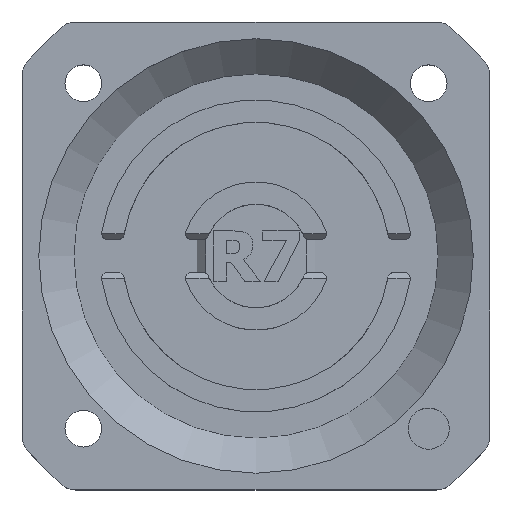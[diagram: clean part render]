
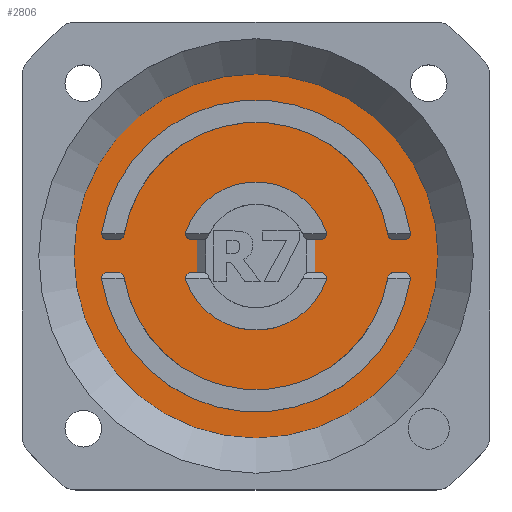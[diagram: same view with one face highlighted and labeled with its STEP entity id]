
A CAD part, top view. The second image highlights one B-rep face of the part: STEP entity #2806.
In plain terms, the highlighted planar face has unit normal (0, 0, 1).
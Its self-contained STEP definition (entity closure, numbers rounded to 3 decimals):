
#22=FACE_BOUND('',#407,.T.);
#23=FACE_BOUND('',#408,.T.);
#24=FACE_BOUND('',#409,.T.);
#78=CIRCLE('',#2987,12.195);
#79=CIRCLE('',#2989,12.195);
#82=CIRCLE('',#2993,6.415);
#83=CIRCLE('',#2995,6.415);
#85=CIRCLE('',#2999,0.5);
#87=CIRCLE('',#3005,0.5);
#88=CIRCLE('',#3008,0.5);
#90=CIRCLE('',#3013,0.5);
#92=CIRCLE('',#3017,0.5);
#95=CIRCLE('',#3022,16.35);
#96=CIRCLE('',#3024,0.5);
#97=CIRCLE('',#3025,14.);
#98=CIRCLE('',#3026,0.5);
#99=CIRCLE('',#3027,0.5);
#100=CIRCLE('',#3028,0.5);
#101=CIRCLE('',#3029,0.5);
#102=CIRCLE('',#3030,0.5);
#103=CIRCLE('',#3031,14.);
#104=CIRCLE('',#3032,0.5);
#242=FACE_OUTER_BOUND('',#406,.T.);
#406=EDGE_LOOP('',(#1903));
#407=EDGE_LOOP('',(#1904,#1905,#1906,#1907,#1908,#1909,#1910,#1911));
#408=EDGE_LOOP('',(#1912,#1913,#1914,#1915,#1916,#1917,#1918,#1919,#1920,
#1921,#1922,#1923));
#409=EDGE_LOOP('',(#1924,#1925,#1926,#1927,#1928,#1929,#1930,#1931));
#572=LINE('',#4153,#838);
#576=LINE('',#4166,#842);
#590=LINE('',#4330,#856);
#591=LINE('',#4337,#857);
#592=LINE('',#4340,#858);
#593=LINE('',#4341,#859);
#594=LINE('',#4344,#860);
#595=LINE('',#4345,#861);
#596=LINE('',#4349,#862);
#597=LINE('',#4356,#863);
#838=VECTOR('',#3287,10.);
#842=VECTOR('',#3297,10.);
#856=VECTOR('',#3389,10.);
#857=VECTOR('',#3396,10.);
#858=VECTOR('',#3399,10.);
#859=VECTOR('',#3400,10.);
#860=VECTOR('',#3403,10.);
#861=VECTOR('',#3404,10.);
#862=VECTOR('',#3407,10.);
#863=VECTOR('',#3414,10.);
#1134=VERTEX_POINT('',#4150);
#1135=VERTEX_POINT('',#4152);
#1140=VERTEX_POINT('',#4163);
#1141=VERTEX_POINT('',#4165);
#1142=VERTEX_POINT('',#4169);
#1145=VERTEX_POINT('',#4181);
#1147=VERTEX_POINT('',#4193);
#1148=VERTEX_POINT('',#4202);
#1150=VERTEX_POINT('',#4215);
#1153=VERTEX_POINT('',#4229);
#1155=VERTEX_POINT('',#4243);
#1156=VERTEX_POINT('',#4254);
#1160=VERTEX_POINT('',#4273);
#1164=VERTEX_POINT('',#4285);
#1167=VERTEX_POINT('',#4293);
#1171=VERTEX_POINT('',#4305);
#1174=VERTEX_POINT('',#4313);
#1179=VERTEX_POINT('',#4325);
#1180=VERTEX_POINT('',#4329);
#1181=VERTEX_POINT('',#4331);
#1182=VERTEX_POINT('',#4333);
#1183=VERTEX_POINT('',#4335);
#1184=VERTEX_POINT('',#4338);
#1185=VERTEX_POINT('',#4342);
#1186=VERTEX_POINT('',#4346);
#1187=VERTEX_POINT('',#4348);
#1188=VERTEX_POINT('',#4350);
#1189=VERTEX_POINT('',#4352);
#1190=VERTEX_POINT('',#4354);
#1409=EDGE_CURVE('',#1134,#1135,#572,.T.);
#1415=EDGE_CURVE('',#1140,#1141,#576,.T.);
#1420=EDGE_CURVE('',#1142,#1145,#78,.T.);
#1422=EDGE_CURVE('',#1148,#1147,#79,.T.);
#1428=EDGE_CURVE('',#1153,#1150,#82,.T.);
#1430=EDGE_CURVE('',#1155,#1156,#83,.T.);
#1436=EDGE_CURVE('',#1160,#1147,#85,.T.);
#1441=EDGE_CURVE('',#1142,#1164,#87,.T.);
#1445=EDGE_CURVE('',#1148,#1167,#88,.T.);
#1451=EDGE_CURVE('',#1156,#1171,#90,.T.);
#1455=EDGE_CURVE('',#1150,#1174,#92,.T.);
#1462=EDGE_CURVE('',#1179,#1179,#95,.T.);
#1463=EDGE_CURVE('',#1180,#1160,#590,.T.);
#1464=EDGE_CURVE('',#1181,#1180,#96,.T.);
#1465=EDGE_CURVE('',#1182,#1181,#97,.T.);
#1466=EDGE_CURVE('',#1183,#1182,#98,.T.);
#1467=EDGE_CURVE('',#1167,#1183,#591,.T.);
#1468=EDGE_CURVE('',#1184,#1155,#99,.T.);
#1469=EDGE_CURVE('',#1141,#1184,#592,.T.);
#1470=EDGE_CURVE('',#1174,#1140,#593,.T.);
#1471=EDGE_CURVE('',#1185,#1153,#100,.T.);
#1472=EDGE_CURVE('',#1135,#1185,#594,.T.);
#1473=EDGE_CURVE('',#1171,#1134,#595,.T.);
#1474=EDGE_CURVE('',#1186,#1145,#101,.T.);
#1475=EDGE_CURVE('',#1187,#1186,#596,.T.);
#1476=EDGE_CURVE('',#1188,#1187,#102,.T.);
#1477=EDGE_CURVE('',#1189,#1188,#103,.T.);
#1478=EDGE_CURVE('',#1190,#1189,#104,.T.);
#1479=EDGE_CURVE('',#1164,#1190,#597,.T.);
#1903=ORIENTED_EDGE('',*,*,#1462,.F.);
#1904=ORIENTED_EDGE('',*,*,#1436,.F.);
#1905=ORIENTED_EDGE('',*,*,#1463,.F.);
#1906=ORIENTED_EDGE('',*,*,#1464,.F.);
#1907=ORIENTED_EDGE('',*,*,#1465,.F.);
#1908=ORIENTED_EDGE('',*,*,#1466,.F.);
#1909=ORIENTED_EDGE('',*,*,#1467,.F.);
#1910=ORIENTED_EDGE('',*,*,#1445,.F.);
#1911=ORIENTED_EDGE('',*,*,#1422,.T.);
#1912=ORIENTED_EDGE('',*,*,#1468,.F.);
#1913=ORIENTED_EDGE('',*,*,#1469,.F.);
#1914=ORIENTED_EDGE('',*,*,#1415,.F.);
#1915=ORIENTED_EDGE('',*,*,#1470,.F.);
#1916=ORIENTED_EDGE('',*,*,#1455,.F.);
#1917=ORIENTED_EDGE('',*,*,#1428,.F.);
#1918=ORIENTED_EDGE('',*,*,#1471,.F.);
#1919=ORIENTED_EDGE('',*,*,#1472,.F.);
#1920=ORIENTED_EDGE('',*,*,#1409,.F.);
#1921=ORIENTED_EDGE('',*,*,#1473,.F.);
#1922=ORIENTED_EDGE('',*,*,#1451,.F.);
#1923=ORIENTED_EDGE('',*,*,#1430,.F.);
#1924=ORIENTED_EDGE('',*,*,#1420,.T.);
#1925=ORIENTED_EDGE('',*,*,#1474,.F.);
#1926=ORIENTED_EDGE('',*,*,#1475,.F.);
#1927=ORIENTED_EDGE('',*,*,#1476,.F.);
#1928=ORIENTED_EDGE('',*,*,#1477,.F.);
#1929=ORIENTED_EDGE('',*,*,#1478,.F.);
#1930=ORIENTED_EDGE('',*,*,#1479,.F.);
#1931=ORIENTED_EDGE('',*,*,#1441,.F.);
#2694=PLANE('',#3023);
#2806=ADVANCED_FACE('',(#242,#22,#23,#24),#2694,.T.);
#2987=AXIS2_PLACEMENT_3D('',#4190,#3303,#3304);
#2989=AXIS2_PLACEMENT_3D('',#4203,#3307,#3308);
#2993=AXIS2_PLACEMENT_3D('',#4240,#3315,#3316);
#2995=AXIS2_PLACEMENT_3D('',#4255,#3319,#3320);
#2999=AXIS2_PLACEMENT_3D('',#4275,#3329,#3330);
#3005=AXIS2_PLACEMENT_3D('',#4286,#3342,#3343);
#3008=AXIS2_PLACEMENT_3D('',#4294,#3350,#3351);
#3013=AXIS2_PLACEMENT_3D('',#4306,#3363,#3364);
#3017=AXIS2_PLACEMENT_3D('',#4314,#3372,#3373);
#3022=AXIS2_PLACEMENT_3D('',#4327,#3385,#3386);
#3023=AXIS2_PLACEMENT_3D('',#4328,#3387,#3388);
#3024=AXIS2_PLACEMENT_3D('',#4332,#3390,#3391);
#3025=AXIS2_PLACEMENT_3D('',#4334,#3392,#3393);
#3026=AXIS2_PLACEMENT_3D('',#4336,#3394,#3395);
#3027=AXIS2_PLACEMENT_3D('',#4339,#3397,#3398);
#3028=AXIS2_PLACEMENT_3D('',#4343,#3401,#3402);
#3029=AXIS2_PLACEMENT_3D('',#4347,#3405,#3406);
#3030=AXIS2_PLACEMENT_3D('',#4351,#3408,#3409);
#3031=AXIS2_PLACEMENT_3D('',#4353,#3410,#3411);
#3032=AXIS2_PLACEMENT_3D('',#4355,#3412,#3413);
#3287=DIRECTION('',(0.,1.,0.));
#3297=DIRECTION('',(0.,-1.,0.));
#3303=DIRECTION('center_axis',(0.,0.,1.));
#3304=DIRECTION('ref_axis',(1.,0.,0.));
#3307=DIRECTION('center_axis',(0.,0.,1.));
#3308=DIRECTION('ref_axis',(1.,0.,0.));
#3315=DIRECTION('center_axis',(0.,0.,1.));
#3316=DIRECTION('ref_axis',(1.,0.,0.));
#3319=DIRECTION('center_axis',(0.,0.,1.));
#3320=DIRECTION('ref_axis',(1.,0.,0.));
#3329=DIRECTION('center_axis',(0.,0.,1.));
#3330=DIRECTION('ref_axis',(0.,1.,0.));
#3342=DIRECTION('center_axis',(0.,0.,1.));
#3343=DIRECTION('ref_axis',(-0.987,-0.16,0.));
#3350=DIRECTION('center_axis',(0.,0.,1.));
#3351=DIRECTION('ref_axis',(0.987,0.16,0.));
#3363=DIRECTION('center_axis',(0.,0.,1.));
#3364=DIRECTION('ref_axis',(-0.946,0.325,0.));
#3372=DIRECTION('center_axis',(0.,0.,1.));
#3373=DIRECTION('ref_axis',(0.946,-0.325,0.));
#3385=DIRECTION('center_axis',(0.,0.,-1.));
#3386=DIRECTION('ref_axis',(1.,0.,0.));
#3387=DIRECTION('center_axis',(0.,0.,1.));
#3388=DIRECTION('ref_axis',(1.,0.,0.));
#3389=DIRECTION('',(1.,0.,0.));
#3390=DIRECTION('center_axis',(0.,0.,1.));
#3391=DIRECTION('ref_axis',(0.989,-0.148,0.));
#3392=DIRECTION('center_axis',(0.,0.,1.));
#3393=DIRECTION('ref_axis',(-0.989,-0.148,0.));
#3394=DIRECTION('center_axis',(0.,0.,1.));
#3395=DIRECTION('ref_axis',(0.,1.,0.));
#3396=DIRECTION('',(1.,0.,0.));
#3397=DIRECTION('center_axis',(0.,0.,1.));
#3398=DIRECTION('ref_axis',(0.,-1.,0.));
#3399=DIRECTION('',(-1.,0.,0.));
#3400=DIRECTION('',(1.,0.,0.));
#3401=DIRECTION('center_axis',(0.,0.,1.));
#3402=DIRECTION('ref_axis',(0.,1.,0.));
#3403=DIRECTION('',(1.,0.,0.));
#3404=DIRECTION('',(-1.,0.,0.));
#3405=DIRECTION('center_axis',(0.,0.,1.));
#3406=DIRECTION('ref_axis',(0.,-1.,0.));
#3407=DIRECTION('',(-1.,0.,0.));
#3408=DIRECTION('center_axis',(0.,0.,1.));
#3409=DIRECTION('ref_axis',(-0.989,0.148,0.));
#3410=DIRECTION('center_axis',(0.,0.,1.));
#3411=DIRECTION('ref_axis',(0.989,0.148,0.));
#3412=DIRECTION('center_axis',(0.,0.,1.));
#3413=DIRECTION('ref_axis',(0.,-1.,0.));
#3414=DIRECTION('',(-1.,0.,0.));
#4150=CARTESIAN_POINT('',(5.281,-1.5,-4.75));
#4152=CARTESIAN_POINT('',(5.281,1.5,-4.75));
#4153=CARTESIAN_POINT('',(5.281,1.5,-4.75));
#4163=CARTESIAN_POINT('',(-5.281,1.5,-4.75));
#4165=CARTESIAN_POINT('',(-5.281,-1.5,-4.75));
#4166=CARTESIAN_POINT('',(-5.281,-1.5,-4.75));
#4169=CARTESIAN_POINT('',(-12.095,-1.564,-4.75));
#4181=CARTESIAN_POINT('',(12.095,-1.564,-4.75));
#4190=CARTESIAN_POINT('Origin',(0.,0.,-4.75));
#4193=CARTESIAN_POINT('',(-12.095,1.564,-4.75));
#4202=CARTESIAN_POINT('',(12.095,1.564,-4.75));
#4203=CARTESIAN_POINT('Origin',(0.,0.,-4.75));
#4215=CARTESIAN_POINT('',(-6.194,1.673,-4.75));
#4229=CARTESIAN_POINT('',(6.194,1.673,-4.75));
#4240=CARTESIAN_POINT('Origin',(0.,0.,-4.75));
#4243=CARTESIAN_POINT('',(-6.194,-1.673,-4.75));
#4254=CARTESIAN_POINT('',(6.194,-1.673,-4.75));
#4255=CARTESIAN_POINT('Origin',(0.,0.,-4.75));
#4273=CARTESIAN_POINT('',(-12.339,1.5,-4.75));
#4275=CARTESIAN_POINT('Origin',(-12.339,2.,-4.75));
#4285=CARTESIAN_POINT('',(-12.339,-1.5,-4.75));
#4286=CARTESIAN_POINT('Origin',(-12.339,-2.,-4.75));
#4293=CARTESIAN_POINT('',(12.339,1.5,-4.75));
#4294=CARTESIAN_POINT('Origin',(12.339,2.,-4.75));
#4305=CARTESIAN_POINT('',(5.816,-1.5,-4.75));
#4306=CARTESIAN_POINT('Origin',(5.816,-2.,-4.75));
#4313=CARTESIAN_POINT('',(-5.816,1.5,-4.75));
#4314=CARTESIAN_POINT('Origin',(-5.816,2.,-4.75));
#4325=CARTESIAN_POINT('',(-16.35,0.,-4.75));
#4327=CARTESIAN_POINT('Origin',(0.,0.,-4.75));
#4328=CARTESIAN_POINT('Origin',(0.,0.,-4.75));
#4329=CARTESIAN_POINT('',(-13.351,1.5,-4.75));
#4330=CARTESIAN_POINT('',(-12.339,1.5,-4.75));
#4331=CARTESIAN_POINT('',(-13.846,2.074,-4.75));
#4332=CARTESIAN_POINT('Origin',(-13.351,2.,-4.75));
#4333=CARTESIAN_POINT('',(13.846,2.074,-4.75));
#4334=CARTESIAN_POINT('Origin',(0.,0.,-4.75));
#4335=CARTESIAN_POINT('',(13.351,1.5,-4.75));
#4336=CARTESIAN_POINT('Origin',(13.351,2.,-4.75));
#4337=CARTESIAN_POINT('',(13.351,1.5,-4.75));
#4338=CARTESIAN_POINT('',(-5.816,-1.5,-4.75));
#4339=CARTESIAN_POINT('Origin',(-5.816,-2.,-4.75));
#4340=CARTESIAN_POINT('',(-5.816,-1.5,-4.75));
#4341=CARTESIAN_POINT('',(-5.281,1.5,-4.75));
#4342=CARTESIAN_POINT('',(5.816,1.5,-4.75));
#4343=CARTESIAN_POINT('Origin',(5.816,2.,-4.75));
#4344=CARTESIAN_POINT('',(5.816,1.5,-4.75));
#4345=CARTESIAN_POINT('',(5.281,-1.5,-4.75));
#4346=CARTESIAN_POINT('',(12.339,-1.5,-4.75));
#4347=CARTESIAN_POINT('Origin',(12.339,-2.,-4.75));
#4348=CARTESIAN_POINT('',(13.351,-1.5,-4.75));
#4349=CARTESIAN_POINT('',(12.339,-1.5,-4.75));
#4350=CARTESIAN_POINT('',(13.846,-2.074,-4.75));
#4351=CARTESIAN_POINT('Origin',(13.351,-2.,-4.75));
#4352=CARTESIAN_POINT('',(-13.846,-2.074,-4.75));
#4353=CARTESIAN_POINT('Origin',(0.,0.,-4.75));
#4354=CARTESIAN_POINT('',(-13.351,-1.5,-4.75));
#4355=CARTESIAN_POINT('Origin',(-13.351,-2.,-4.75));
#4356=CARTESIAN_POINT('',(-13.351,-1.5,-4.75));
